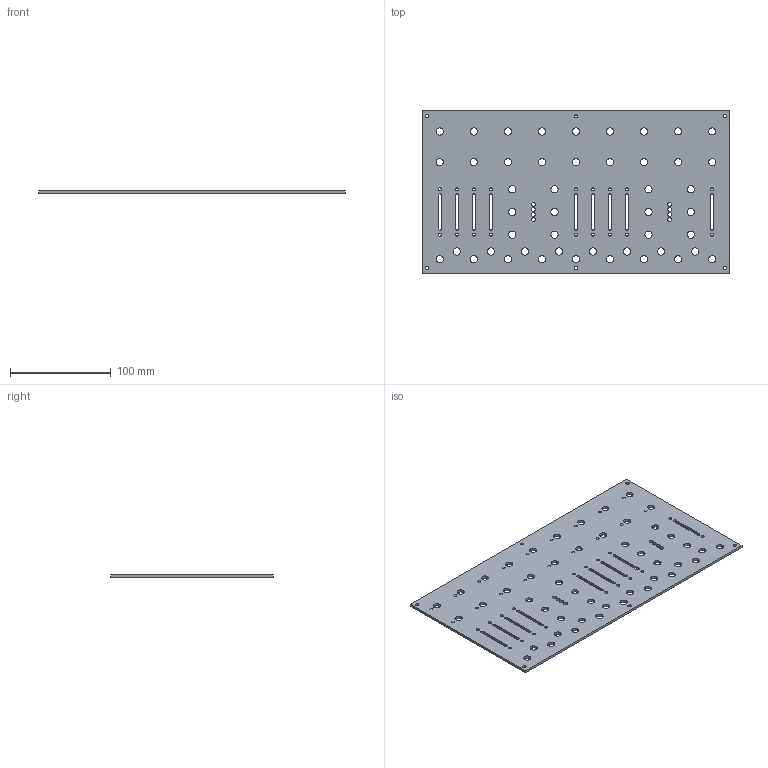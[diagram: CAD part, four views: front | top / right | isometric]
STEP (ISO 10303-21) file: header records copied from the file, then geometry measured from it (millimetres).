
FILE_DESCRIPTION(('Open CASCADE Model'),'2;1');
FILE_NAME('Open CASCADE Shape Model','2025-01-11T16:52:30',('Author'),( 'Open CASCADE'),'Open CASCADE STEP processor 7.5','Open CASCADE 7.5' ,'Unknown');
FILE_SCHEMA(('AUTOMOTIVE_DESIGN { 1 0 10303 214 1 1 1 1 }'));
Length unit declared in the file: millimetre
Products named in the file (1): Open CASCADE STEP translator 7.5 1
Bounding box: 304.4 x 161.8 x 2.5 mm (x, y, z)
Volume: 114988 mm3; surface area: 100133.5 mm2
Topology: 1 solids, 1 shells, 199 faces, 501 edges, 334 vertices
Faces by surface type: cylinder 145, plane 54
Full cylindrical faces by diameter (mm): 2.5 x12, 3 x37, 3.5 x5, 4 x8, 7 x4, 7.2 x43
Entity records: 13090 total; most frequent: CARTESIAN_POINT 2217, DIRECTION 2163, ORIENTED_EDGE 1002, PCURVE 1002, DEFINITIONAL_REPRESENTATION 1002, LINE 923, VECTOR 923, CIRCLE 550
